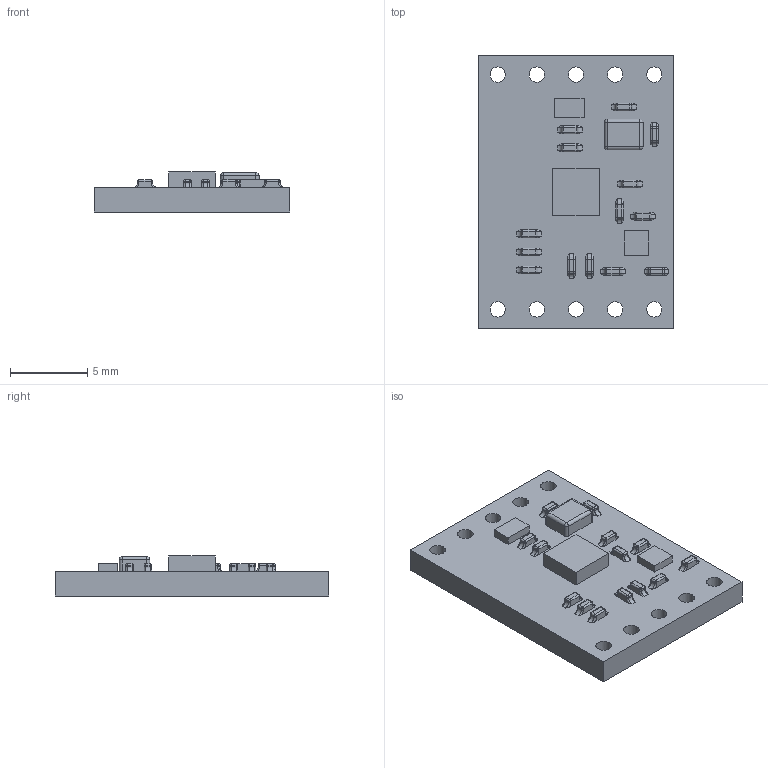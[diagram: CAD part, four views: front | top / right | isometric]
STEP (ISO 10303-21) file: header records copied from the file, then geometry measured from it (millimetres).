
FILE_DESCRIPTION(/* description */ ('Pesky Products (Tindie Store) Ultimate Sensor Fusion Solution'),/* implementation_level */ '2;1');
FILE_NAME(/* name */ 'Ultimate Sensor Fusion Solution BMP280 BOB.stp',/* time_stamp */ '2017-01-11T17:33:00+01:00',/* author */ ('Dylan Reynolds'),/* organization */ (''),/* preprocessor_version */ 'ST-DEVELOPER v15.2',/* originating_system */ 'Autodesk Inventor 2014',/* authorisation */ 'Freeware');
FILE_SCHEMA (('CONFIG_CONTROL_DESIGN'));
Length unit declared in the file: millimetre
Products named in the file (1): Ultimate Sensor Fusion Solution BMP280 BOB
Bounding box: 12.7 x 17.78 x 2.6 mm (x, y, z)
Volume: 368.6 mm3; surface area: 627 mm2
Topology: 1 solids, 1 shells, 370 faces, 824 edges, 474 vertices
Faces by surface type: cylinder 158, plane 96, sphere 60, torus 56
Full cylindrical faces by diameter (mm): 1 x10
Entity records: 10448 total; most frequent: DIRECTION 1862, CARTESIAN_POINT 1807, ORIENTED_EDGE 1608, EDGE_CURVE 804, AXIS2_PLACEMENT_3D 743, VERTEX_POINT 464, EDGE_LOOP 418, LINE 376
